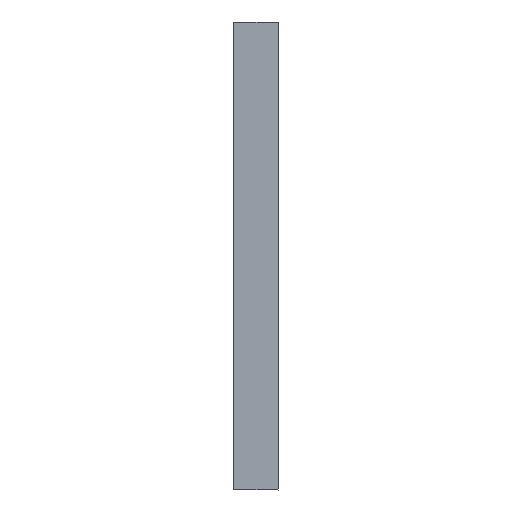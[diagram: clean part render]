
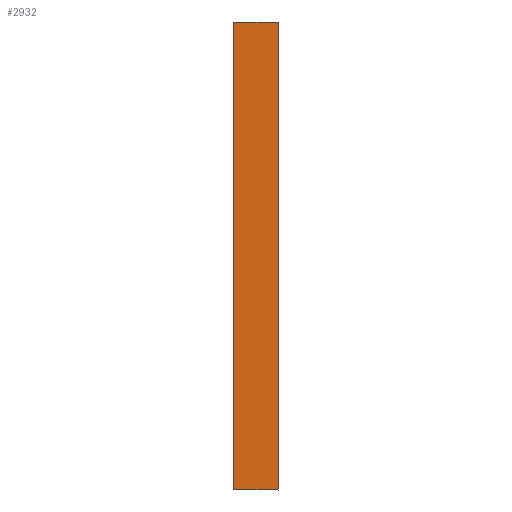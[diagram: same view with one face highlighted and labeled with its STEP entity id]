
A CAD part, left-side view. The second image highlights one B-rep face of the part: STEP entity #2932.
In plain terms, the highlighted planar face has unit normal (1, 0, 0).
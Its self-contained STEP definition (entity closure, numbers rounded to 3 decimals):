
#63=CARTESIAN_POINT('Vertex',(26.47,16.7,-23.8)) ;
#66=CARTESIAN_POINT('Line Origine',(26.47,16.7,26.2)) ;
#70=CARTESIAN_POINT('Vertex',(26.47,16.7,76.2)) ;
#2618=CARTESIAN_POINT('Vertex',(26.47,26.2,-23.8)) ;
#2632=CARTESIAN_POINT('Vertex',(26.47,26.2,76.2)) ;
#2635=CARTESIAN_POINT('Line Origine',(26.47,26.2,26.2)) ;
#2904=CARTESIAN_POINT('Line Origine',(26.47,21.45,76.2)) ;
#2916=CARTESIAN_POINT('Axis2P3D Location',(26.47,16.7,76.2)) ;
#2921=CARTESIAN_POINT('Line Origine',(26.47,21.45,-23.8)) ;
#67=DIRECTION('Vector Direction',(0.,0.,1.)) ;
#2636=DIRECTION('Vector Direction',(0.,0.,-1.)) ;
#2905=DIRECTION('Vector Direction',(0.,1.,0.)) ;
#2917=DIRECTION('Axis2P3D Direction',(1.,0.,0.)) ;
#2918=DIRECTION('Axis2P3D XDirection',(0.,1.,0.)) ;
#2922=DIRECTION('Vector Direction',(0.,1.,0.)) ;
#2919=AXIS2_PLACEMENT_3D('Plane Axis2P3D',#2916,#2917,#2918) ;
#2927=ORIENTED_EDGE('',*,*,#2908,.T.) ;
#2928=ORIENTED_EDGE('',*,*,#72,.F.) ;
#2929=ORIENTED_EDGE('',*,*,#2925,.F.) ;
#2930=ORIENTED_EDGE('',*,*,#2639,.T.) ;
#68=VECTOR('Line Direction',#67,1.) ;
#2637=VECTOR('Line Direction',#2636,1.) ;
#2906=VECTOR('Line Direction',#2905,1.) ;
#2923=VECTOR('Line Direction',#2922,1.) ;
#2932=ADVANCED_FACE('Assembler.1',(#2931),#2920,.T.) ;
#72=EDGE_CURVE('',#64,#71,#69,.T.) ;
#2639=EDGE_CURVE('',#2619,#2633,#2638,.F.) ;
#2908=EDGE_CURVE('',#2633,#71,#2907,.F.) ;
#2925=EDGE_CURVE('',#2619,#64,#2924,.F.) ;
#2926=EDGE_LOOP('',(#2927,#2928,#2929,#2930)) ;
#2931=FACE_OUTER_BOUND('',#2926,.T.) ;
#69=LINE('Line',#66,#68) ;
#2638=LINE('Line',#2635,#2637) ;
#2907=LINE('Line',#2904,#2906) ;
#2924=LINE('Line',#2921,#2923) ;
#2920=PLANE('',#2919) ;
#64=VERTEX_POINT('',#63) ;
#71=VERTEX_POINT('',#70) ;
#2619=VERTEX_POINT('',#2618) ;
#2633=VERTEX_POINT('',#2632) ;
